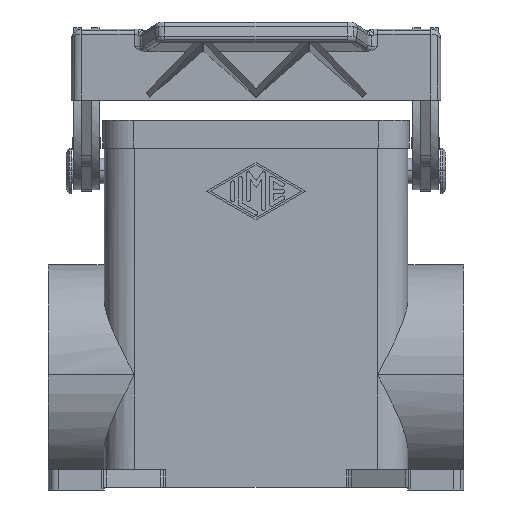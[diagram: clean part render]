
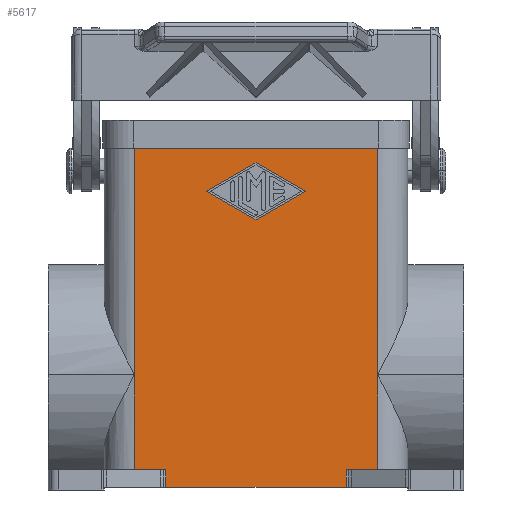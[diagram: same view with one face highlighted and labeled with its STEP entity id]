
A CAD part, front view. The second image highlights one B-rep face of the part: STEP entity #5617.
In plain terms, the highlighted planar face has unit normal (0, -1, 0).
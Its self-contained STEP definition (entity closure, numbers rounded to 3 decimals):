
#3473=CARTESIAN_POINT('',(24.,-21.75,-21.25));
#3474=VERTEX_POINT('',#3473);
#3635=CARTESIAN_POINT('',(-24.,-21.75,-21.25));
#3636=VERTEX_POINT('',#3635);
#4969=CARTESIAN_POINT('',(17.773,-21.75,-43.5));
#4970=VERTEX_POINT('',#4969);
#4978=CARTESIAN_POINT('',(-17.773,-21.75,-43.5));
#4979=VERTEX_POINT('',#4978);
#4980=CARTESIAN_POINT('',(17.773,-21.75,-43.5));
#4981=DIRECTION('',(-1.0,0.0,0.0));
#4982=VECTOR('',#4981,35.546);
#4983=LINE('',#4980,#4982);
#4984=EDGE_CURVE('',#4970,#4979,#4983,.T.);
#5242=CARTESIAN_POINT('',(-17.773,-21.75,-40.));
#5243=VERTEX_POINT('',#5242);
#5251=CARTESIAN_POINT('',(-24.,-21.75,-40.));
#5252=VERTEX_POINT('',#5251);
#5253=CARTESIAN_POINT('',(-24.,-21.75,-40.));
#5254=DIRECTION('',(1.0,0.0,0.0));
#5255=VECTOR('',#5254,6.227);
#5256=LINE('',#5253,#5255);
#5257=EDGE_CURVE('',#5252,#5243,#5256,.T.);
#5506=CARTESIAN_POINT('',(17.773,-21.75,-40.));
#5507=VERTEX_POINT('',#5506);
#5515=CARTESIAN_POINT('',(17.773,-21.75,-40.));
#5516=DIRECTION('',(0.0,0.0,-1.0));
#5517=VECTOR('',#5516,3.5);
#5518=LINE('',#5515,#5517);
#5519=EDGE_CURVE('',#5507,#4970,#5518,.T.);
#5525=CARTESIAN_POINT('',(24.,-21.75,1.5));
#5526=DIRECTION('',(0.0,-1.0,0.0));
#5527=DIRECTION('',(0.0,0.0,-1.0));
#5528=AXIS2_PLACEMENT_3D('',#5525,#5526,#5527);
#5529=PLANE('',#5528);
#5530=ORIENTED_EDGE('',*,*,#5519,.F.);
#5531=CARTESIAN_POINT('',(24.,-21.75,-40.));
#5532=VERTEX_POINT('',#5531);
#5533=CARTESIAN_POINT('',(17.773,-21.75,-40.));
#5534=DIRECTION('',(1.0,0.0,0.0));
#5535=VECTOR('',#5534,6.227);
#5536=LINE('',#5533,#5535);
#5537=EDGE_CURVE('',#5507,#5532,#5536,.T.);
#5538=ORIENTED_EDGE('',*,*,#5537,.T.);
#5539=CARTESIAN_POINT('',(24.,-21.75,-40.));
#5540=DIRECTION('',(0.0,0.0,1.0));
#5541=VECTOR('',#5540,18.75);
#5542=LINE('',#5539,#5541);
#5543=EDGE_CURVE('',#5532,#3474,#5542,.T.);
#5544=ORIENTED_EDGE('',*,*,#5543,.T.);
#5545=CARTESIAN_POINT('',(24.,-21.75,23.5));
#5546=VERTEX_POINT('',#5545);
#5547=CARTESIAN_POINT('',(24.,-21.75,-21.25));
#5548=DIRECTION('',(0.0,0.0,1.0));
#5549=VECTOR('',#5548,44.75);
#5550=LINE('',#5547,#5549);
#5551=EDGE_CURVE('',#3474,#5546,#5550,.T.);
#5552=ORIENTED_EDGE('',*,*,#5551,.T.);
#5553=CARTESIAN_POINT('',(-24.,-21.75,23.5));
#5554=VERTEX_POINT('',#5553);
#5555=CARTESIAN_POINT('',(24.,-21.75,23.5));
#5556=DIRECTION('',(-1.0,0.0,0.0));
#5557=VECTOR('',#5556,48.);
#5558=LINE('',#5555,#5557);
#5559=EDGE_CURVE('',#5546,#5554,#5558,.T.);
#5560=ORIENTED_EDGE('',*,*,#5559,.T.);
#5561=CARTESIAN_POINT('',(-24.,-21.75,-21.25));
#5562=DIRECTION('',(0.0,0.0,1.0));
#5563=VECTOR('',#5562,44.75);
#5564=LINE('',#5561,#5563);
#5565=EDGE_CURVE('',#3636,#5554,#5564,.T.);
#5566=ORIENTED_EDGE('',*,*,#5565,.F.);
#5567=CARTESIAN_POINT('',(-24.,-21.75,-40.));
#5568=DIRECTION('',(0.0,0.0,1.0));
#5569=VECTOR('',#5568,18.75);
#5570=LINE('',#5567,#5569);
#5571=EDGE_CURVE('',#5252,#3636,#5570,.T.);
#5572=ORIENTED_EDGE('',*,*,#5571,.F.);
#5573=ORIENTED_EDGE('',*,*,#5257,.T.);
#5574=CARTESIAN_POINT('',(-17.773,-21.75,-43.5));
#5575=DIRECTION('',(0.0,0.0,1.0));
#5576=VECTOR('',#5575,3.5);
#5577=LINE('',#5574,#5576);
#5578=EDGE_CURVE('',#4979,#5243,#5577,.T.);
#5579=ORIENTED_EDGE('',*,*,#5578,.F.);
#5580=ORIENTED_EDGE('',*,*,#4984,.F.);
#5581=EDGE_LOOP('',(#5530,#5538,#5544,#5552,#5560,#5566,#5572,#5573,#5579,#5580));
#5582=FACE_OUTER_BOUND('',#5581,.T.);
#5583=CARTESIAN_POINT('',(0.,-21.75,9.375));
#5584=VERTEX_POINT('',#5583);
#5585=CARTESIAN_POINT('',(-9.75,-21.75,15.));
#5586=VERTEX_POINT('',#5585);
#5587=CARTESIAN_POINT('',(0.,-21.75,9.375));
#5588=DIRECTION('',(-0.866,0.0,0.5));
#5589=VECTOR('',#5588,11.256);
#5590=LINE('',#5587,#5589);
#5591=EDGE_CURVE('',#5584,#5586,#5590,.T.);
#5592=ORIENTED_EDGE('',*,*,#5591,.T.);
#5593=CARTESIAN_POINT('',(0.,-21.75,20.625));
#5594=VERTEX_POINT('',#5593);
#5595=CARTESIAN_POINT('',(-9.75,-21.75,15.));
#5596=DIRECTION('',(0.866,0.0,0.5));
#5597=VECTOR('',#5596,11.256);
#5598=LINE('',#5595,#5597);
#5599=EDGE_CURVE('',#5586,#5594,#5598,.T.);
#5600=ORIENTED_EDGE('',*,*,#5599,.T.);
#5601=CARTESIAN_POINT('',(9.75,-21.75,15.));
#5602=VERTEX_POINT('',#5601);
#5603=CARTESIAN_POINT('',(0.,-21.75,20.625));
#5604=DIRECTION('',(0.866,0.0,-0.5));
#5605=VECTOR('',#5604,11.256);
#5606=LINE('',#5603,#5605);
#5607=EDGE_CURVE('',#5594,#5602,#5606,.T.);
#5608=ORIENTED_EDGE('',*,*,#5607,.T.);
#5609=CARTESIAN_POINT('',(9.75,-21.75,15.));
#5610=DIRECTION('',(-0.866,0.0,-0.5));
#5611=VECTOR('',#5610,11.256);
#5612=LINE('',#5609,#5611);
#5613=EDGE_CURVE('',#5602,#5584,#5612,.T.);
#5614=ORIENTED_EDGE('',*,*,#5613,.T.);
#5615=EDGE_LOOP('',(#5592,#5600,#5608,#5614));
#5616=FACE_BOUND('',#5615,.T.);
#5617=ADVANCED_FACE('',(#5582,#5616),#5529,.T.);
